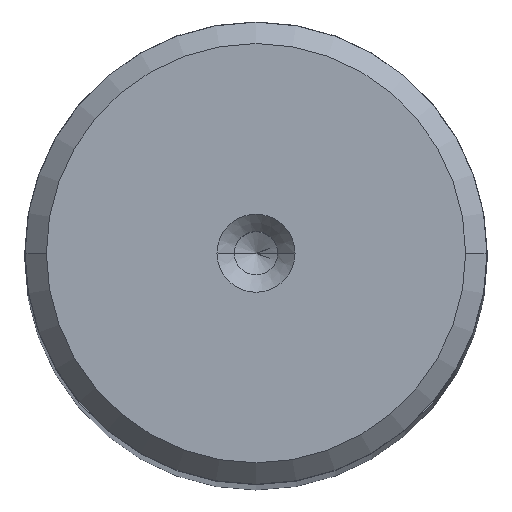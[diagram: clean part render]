
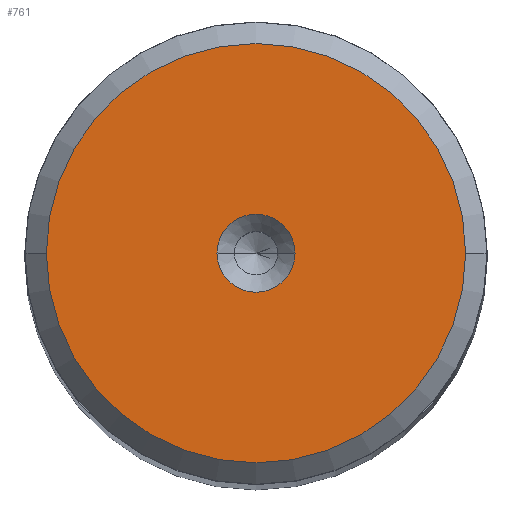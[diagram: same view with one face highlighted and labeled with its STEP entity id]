
A CAD part, top view. The second image highlights one B-rep face of the part: STEP entity #761.
In plain terms, the highlighted planar face has unit normal (0, 0, 1).
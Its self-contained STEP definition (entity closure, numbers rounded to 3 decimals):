
#15 = ORIENTED_EDGE ( 'NONE', *, *, #458, .T. ) ;
#30 = CARTESIAN_POINT ( 'NONE',  ( -14.511, 0., 220. ) ) ;
#186 = DIRECTION ( 'NONE',  ( 1., 0., 0. ) ) ;
#212 = CIRCLE ( 'NONE', #1632, 14.511 ) ;
#380 = DIRECTION ( 'NONE',  ( 0., 0., 1. ) ) ;
#458 = EDGE_CURVE ( 'NONE', #758, #2383, #212, .T. ) ;
#480 = CIRCLE ( 'NONE', #2063, 14.511 ) ;
#570 = CARTESIAN_POINT ( 'NONE',  ( 0., 0., 220. ) ) ;
#647 = FACE_BOUND ( 'NONE', #2487, .T. ) ;
#758 = VERTEX_POINT ( 'NONE', #2738 ) ;
#761 = ADVANCED_FACE ( 'NONE', ( #647, #1719 ), #1466, .T. ) ;
#793 = AXIS2_PLACEMENT_3D ( 'NONE', #2314, #380, #1233 ) ;
#907 = AXIS2_PLACEMENT_3D ( 'NONE', #2342, #2308, #186 ) ;
#1140 = CARTESIAN_POINT ( 'NONE',  ( -2.7, 0., 220. ) ) ;
#1189 = EDGE_LOOP ( 'NONE', ( #2460, #15 ) ) ;
#1233 = DIRECTION ( 'NONE',  ( 1., 0., 0. ) ) ;
#1454 = ORIENTED_EDGE ( 'NONE', *, *, #1759, .F. ) ;
#1459 = CARTESIAN_POINT ( 'NONE',  ( 0., 0., 220. ) ) ;
#1466 = PLANE ( 'NONE',  #907 ) ;
#1516 = AXIS2_PLACEMENT_3D ( 'NONE', #1459, #2124, #2739 ) ;
#1626 = DIRECTION ( 'NONE',  ( 0., 0., 1. ) ) ;
#1632 = AXIS2_PLACEMENT_3D ( 'NONE', #2500, #1626, #2085 ) ;
#1687 = VERTEX_POINT ( 'NONE', #1817 ) ;
#1714 = EDGE_CURVE ( 'NONE', #2657, #1687, #2512, .T. ) ;
#1719 = FACE_OUTER_BOUND ( 'NONE', #1189, .T. ) ;
#1759 = EDGE_CURVE ( 'NONE', #1687, #2657, #2073, .T. ) ;
#1817 = CARTESIAN_POINT ( 'NONE',  ( 2.7, 0., 220. ) ) ;
#2063 = AXIS2_PLACEMENT_3D ( 'NONE', #570, #2523, #2310 ) ;
#2072 = EDGE_CURVE ( 'NONE', #2383, #758, #480, .T. ) ;
#2073 = CIRCLE ( 'NONE', #1516, 2.7 ) ;
#2085 = DIRECTION ( 'NONE',  ( 1., 0., 0. ) ) ;
#2124 = DIRECTION ( 'NONE',  ( 0., 0., 1. ) ) ;
#2308 = DIRECTION ( 'NONE',  ( 0., 0., 1. ) ) ;
#2310 = DIRECTION ( 'NONE',  ( 1., 0., 0. ) ) ;
#2314 = CARTESIAN_POINT ( 'NONE',  ( 0., 0., 220. ) ) ;
#2342 = CARTESIAN_POINT ( 'NONE',  ( 0., 0., 220. ) ) ;
#2383 = VERTEX_POINT ( 'NONE', #30 ) ;
#2460 = ORIENTED_EDGE ( 'NONE', *, *, #2072, .T. ) ;
#2487 = EDGE_LOOP ( 'NONE', ( #1454, #2568 ) ) ;
#2500 = CARTESIAN_POINT ( 'NONE',  ( 0., 0., 220. ) ) ;
#2512 = CIRCLE ( 'NONE', #793, 2.7 ) ;
#2523 = DIRECTION ( 'NONE',  ( 0., 0., 1. ) ) ;
#2568 = ORIENTED_EDGE ( 'NONE', *, *, #1714, .F. ) ;
#2657 = VERTEX_POINT ( 'NONE', #1140 ) ;
#2738 = CARTESIAN_POINT ( 'NONE',  ( 14.511, 0., 220. ) ) ;
#2739 = DIRECTION ( 'NONE',  ( 1., 0., 0. ) ) ;
